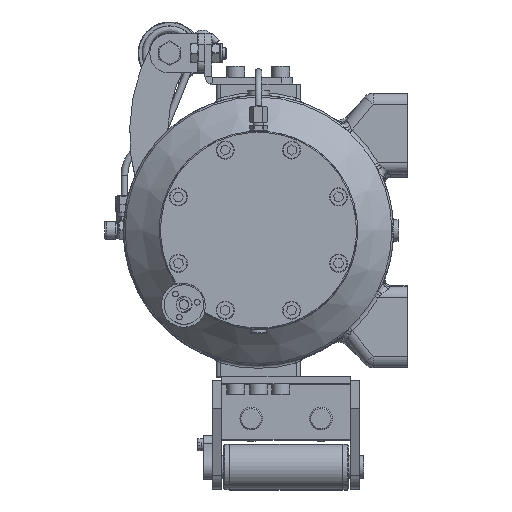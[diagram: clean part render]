
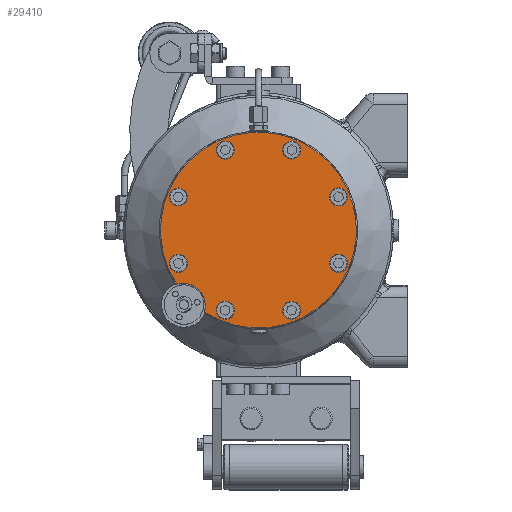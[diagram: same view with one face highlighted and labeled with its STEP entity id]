
A CAD part, top view. The second image highlights one B-rep face of the part: STEP entity #29410.
In plain terms, the highlighted planar face has unit normal (0, 0, 1).
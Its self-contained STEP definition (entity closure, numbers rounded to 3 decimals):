
#280=FACE_BOUND('',#3789,.T.);
#281=FACE_BOUND('',#3790,.T.);
#282=FACE_BOUND('',#3791,.T.);
#283=FACE_BOUND('',#3792,.T.);
#284=FACE_BOUND('',#3793,.T.);
#285=FACE_BOUND('',#3794,.T.);
#286=FACE_BOUND('',#3795,.T.);
#287=FACE_BOUND('',#3796,.T.);
#765=PLANE('',#32384);
#2190=FACE_OUTER_BOUND('',#3788,.T.);
#3788=EDGE_LOOP('',(#23572,#23573));
#3789=EDGE_LOOP('',(#23574));
#3790=EDGE_LOOP('',(#23575));
#3791=EDGE_LOOP('',(#23576));
#3792=EDGE_LOOP('',(#23577));
#3793=EDGE_LOOP('',(#23578));
#3794=EDGE_LOOP('',(#23579));
#3795=EDGE_LOOP('',(#23580));
#3796=EDGE_LOOP('',(#23581));
#10058=CIRCLE('',#32380,20.);
#10061=CIRCLE('',#32385,87.);
#10062=CIRCLE('',#32386,5.5);
#10063=CIRCLE('',#32387,5.5);
#10064=CIRCLE('',#32388,5.5);
#10065=CIRCLE('',#32389,5.5);
#10066=CIRCLE('',#32390,5.5);
#10067=CIRCLE('',#32391,5.5);
#10068=CIRCLE('',#32392,5.5);
#10069=CIRCLE('',#32393,5.5);
#12964=VERTEX_POINT('',#81294);
#12965=VERTEX_POINT('',#81307);
#12968=VERTEX_POINT('',#81341);
#12969=VERTEX_POINT('',#81343);
#12970=VERTEX_POINT('',#81345);
#12971=VERTEX_POINT('',#81347);
#12972=VERTEX_POINT('',#81349);
#12973=VERTEX_POINT('',#81351);
#12974=VERTEX_POINT('',#81353);
#12975=VERTEX_POINT('',#81355);
#17126=EDGE_CURVE('',#12965,#12964,#10058,.T.);
#17132=EDGE_CURVE('',#12964,#12965,#10061,.T.);
#17133=EDGE_CURVE('',#12968,#12968,#10062,.T.);
#17134=EDGE_CURVE('',#12969,#12969,#10063,.T.);
#17135=EDGE_CURVE('',#12970,#12970,#10064,.T.);
#17136=EDGE_CURVE('',#12971,#12971,#10065,.T.);
#17137=EDGE_CURVE('',#12972,#12972,#10066,.T.);
#17138=EDGE_CURVE('',#12973,#12973,#10067,.T.);
#17139=EDGE_CURVE('',#12974,#12974,#10068,.T.);
#17140=EDGE_CURVE('',#12975,#12975,#10069,.T.);
#23572=ORIENTED_EDGE('',*,*,#17126,.T.);
#23573=ORIENTED_EDGE('',*,*,#17132,.T.);
#23574=ORIENTED_EDGE('',*,*,#17133,.F.);
#23575=ORIENTED_EDGE('',*,*,#17134,.F.);
#23576=ORIENTED_EDGE('',*,*,#17135,.F.);
#23577=ORIENTED_EDGE('',*,*,#17136,.F.);
#23578=ORIENTED_EDGE('',*,*,#17137,.F.);
#23579=ORIENTED_EDGE('',*,*,#17138,.F.);
#23580=ORIENTED_EDGE('',*,*,#17139,.F.);
#23581=ORIENTED_EDGE('',*,*,#17140,.F.);
#29410=ADVANCED_FACE('',(#2190,#280,#281,#282,#283,#284,#285,#286,#287),
#765,.F.);
#32380=AXIS2_PLACEMENT_3D('',#81308,#38701,#38702);
#32384=AXIS2_PLACEMENT_3D('',#81339,#38710,#38711);
#32385=AXIS2_PLACEMENT_3D('',#81340,#38712,#38713);
#32386=AXIS2_PLACEMENT_3D('',#81342,#38714,#38715);
#32387=AXIS2_PLACEMENT_3D('',#81344,#38716,#38717);
#32388=AXIS2_PLACEMENT_3D('',#81346,#38718,#38719);
#32389=AXIS2_PLACEMENT_3D('',#81348,#38720,#38721);
#32390=AXIS2_PLACEMENT_3D('',#81350,#38722,#38723);
#32391=AXIS2_PLACEMENT_3D('',#81352,#38724,#38725);
#32392=AXIS2_PLACEMENT_3D('',#81354,#38726,#38727);
#32393=AXIS2_PLACEMENT_3D('',#81356,#38728,#38729);
#38701=DIRECTION('center_axis',(0.,0.,
-1.));
#38702=DIRECTION('ref_axis',(-0.707,-0.707,0.));
#38710=DIRECTION('center_axis',(0.,0.,
-1.));
#38711=DIRECTION('ref_axis',(-0.707,-0.707,0.));
#38712=DIRECTION('center_axis',(0.,0.,
1.));
#38713=DIRECTION('ref_axis',(-0.707,-0.707,0.));
#38714=DIRECTION('center_axis',(0.,0.,
1.));
#38715=DIRECTION('ref_axis',(1.,0.,0.));
#38716=DIRECTION('center_axis',(0.,0.,
1.));
#38717=DIRECTION('ref_axis',(0.707,-0.707,0.));
#38718=DIRECTION('center_axis',(0.,0.,
1.));
#38719=DIRECTION('ref_axis',(0.,-1.,0.));
#38720=DIRECTION('center_axis',(0.,0.,
1.));
#38721=DIRECTION('ref_axis',(-0.707,-0.707,0.));
#38722=DIRECTION('center_axis',(0.,0.,
1.));
#38723=DIRECTION('ref_axis',(-1.,0.,0.));
#38724=DIRECTION('center_axis',(0.,0.,
1.));
#38725=DIRECTION('ref_axis',(-0.707,0.707,0.));
#38726=DIRECTION('center_axis',(0.,0.,
1.));
#38727=DIRECTION('ref_axis',(0.,1.,0.));
#38728=DIRECTION('center_axis',(0.,0.,
1.));
#38729=DIRECTION('ref_axis',(0.707,0.707,0.));
#81294=CARTESIAN_POINT('',(-47.927,-72.608,192.));
#81307=CARTESIAN_POINT('',(-72.608,-47.927,192.));
#81308=CARTESIAN_POINT('Origin',(-67.175,-67.175,192.));
#81339=CARTESIAN_POINT('Origin',(0.,0.,
192.));
#81340=CARTESIAN_POINT('Origin',(0.,0.,
192.));
#81341=CARTESIAN_POINT('',(-34.967,71.139,192.));
#81342=CARTESIAN_POINT('Origin',(-29.467,71.139,192.));
#81343=CARTESIAN_POINT('',(25.578,75.028,192.));
#81344=CARTESIAN_POINT('Origin',(29.467,71.139,192.));
#81345=CARTESIAN_POINT('',(71.139,34.967,192.));
#81346=CARTESIAN_POINT('Origin',(71.139,29.467,192.));
#81347=CARTESIAN_POINT('',(75.028,-25.578,192.));
#81348=CARTESIAN_POINT('Origin',(71.139,-29.467,192.));
#81349=CARTESIAN_POINT('',(34.967,-71.139,192.));
#81350=CARTESIAN_POINT('Origin',(29.467,-71.139,192.));
#81351=CARTESIAN_POINT('',(-25.578,-75.028,192.));
#81352=CARTESIAN_POINT('Origin',(-29.467,-71.139,192.));
#81353=CARTESIAN_POINT('',(-71.139,-34.967,192.));
#81354=CARTESIAN_POINT('Origin',(-71.139,-29.467,192.));
#81355=CARTESIAN_POINT('',(-75.028,25.578,192.));
#81356=CARTESIAN_POINT('Origin',(-71.139,29.467,192.));
